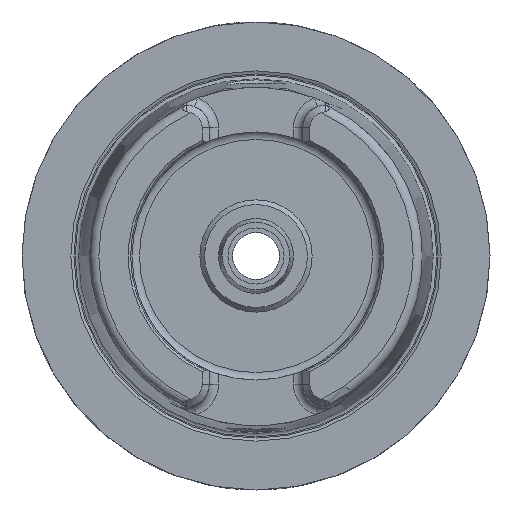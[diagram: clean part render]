
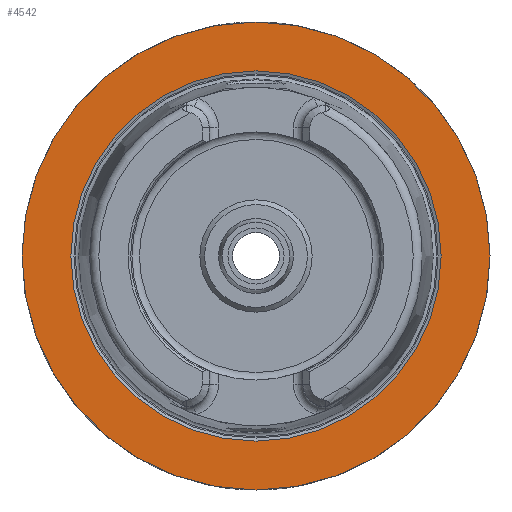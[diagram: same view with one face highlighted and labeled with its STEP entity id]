
A CAD part, left-side view. The second image highlights one B-rep face of the part: STEP entity #4542.
In plain terms, the highlighted planar face has unit normal (-1, 0, 0).
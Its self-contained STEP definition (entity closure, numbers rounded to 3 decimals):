
#3728=CARTESIAN_POINT('',(0.,50.0,0.0));
#3729=VERTEX_POINT('',#3728);
#3730=CARTESIAN_POINT('',(0.,0.,0.0));
#3731=DIRECTION('',(1.0,0.0,0.0));
#3732=DIRECTION('',(0.0,1.0,0.0));
#3733=AXIS2_PLACEMENT_3D('',#3730,#3731,#3732);
#3734=CIRCLE('',#3733,50.0);
#3735=EDGE_CURVE('',#3729,#3729,#3734,.T.);
#4516=CARTESIAN_POINT('',(0.,39.55,0.0));
#4517=VERTEX_POINT('',#4516);
#4518=CARTESIAN_POINT('',(0.,0.,0.0));
#4519=DIRECTION('',(1.0,0.0,0.0));
#4520=DIRECTION('',(0.0,1.0,0.0));
#4521=AXIS2_PLACEMENT_3D('',#4518,#4519,#4520);
#4522=CIRCLE('',#4521,39.55);
#4523=EDGE_CURVE('',#4517,#4517,#4522,.T.);
#4531=CARTESIAN_POINT('',(0.,44.775,0.0));
#4532=DIRECTION('',(-1.0,0.0,0.0));
#4533=DIRECTION('',(0.0,0.0,1.0));
#4534=AXIS2_PLACEMENT_3D('',#4531,#4532,#4533);
#4535=PLANE('',#4534);
#4536=ORIENTED_EDGE('',*,*,#3735,.F.);
#4537=EDGE_LOOP('',(#4536));
#4538=FACE_OUTER_BOUND('',#4537,.T.);
#4539=ORIENTED_EDGE('',*,*,#4523,.T.);
#4540=EDGE_LOOP('',(#4539));
#4541=FACE_BOUND('',#4540,.T.);
#4542=ADVANCED_FACE('',(#4538,#4541),#4535,.T.);
